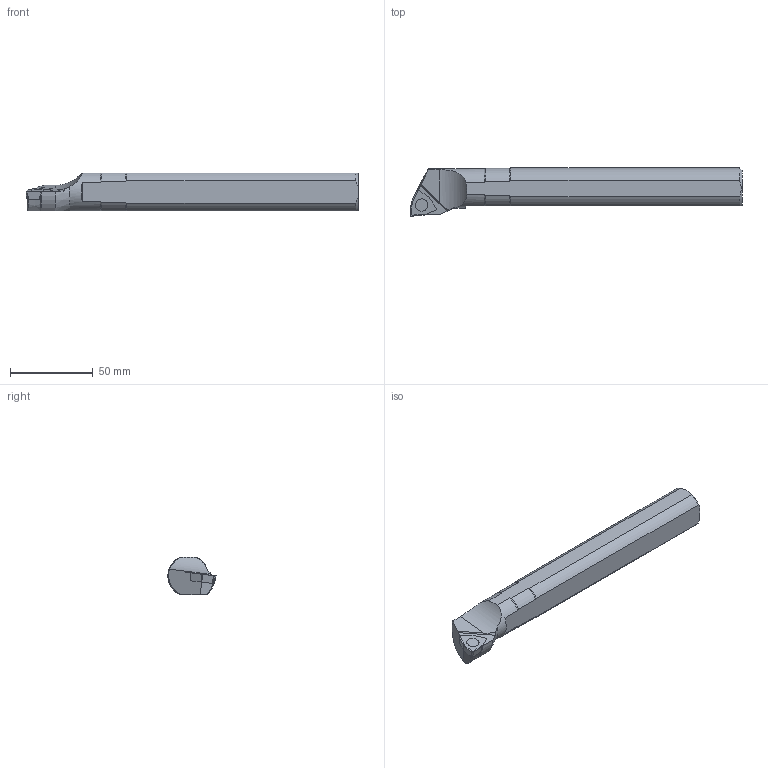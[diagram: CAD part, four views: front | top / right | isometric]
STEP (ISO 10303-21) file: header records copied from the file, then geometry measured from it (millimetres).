
FILE_DESCRIPTION(/* description */ (''),/* implementation_level */ '2;1');
FILE_NAME(/* name */ 'A25RSWLCR08_SIM.stp',/* time_stamp */ '2022-12-08T09:09:55+01:00',/* author */ (''),/* organization */ (''),/* preprocessor_version */ 'ST-DEVELOPER v18.102',/* originating_system */ 'SIEMENS PLM Software NX 2027',/* authorisation */ '');
FILE_SCHEMA (('AUTOMOTIVE_DESIGN { 1 0 10303 214 3 1 1 1 }'));
Length unit declared in the file: millimetre
Products named in the file (1): model1
Bounding box: 201.06 x 29.27 x 23 mm (x, y, z)
Volume: 86942.1 mm3; surface area: 16378.5 mm2
Topology: 2 solids, 2 shells, 49 faces, 134 edges, 89 vertices
Faces by surface type: plane 19, cylinder 12, cone 10, bspline 6, torus 2
Full cylindrical faces by diameter (mm): 5.5 x1, 7.5 x1
Entity records: 1988 total; most frequent: CARTESIAN_POINT 835, ORIENTED_EDGE 260, DIRECTION 197, EDGE_CURVE 130, VERTEX_POINT 88, AXIS2_PLACEMENT_3D 75, EDGE_LOOP 54, ADVANCED_FACE 49
